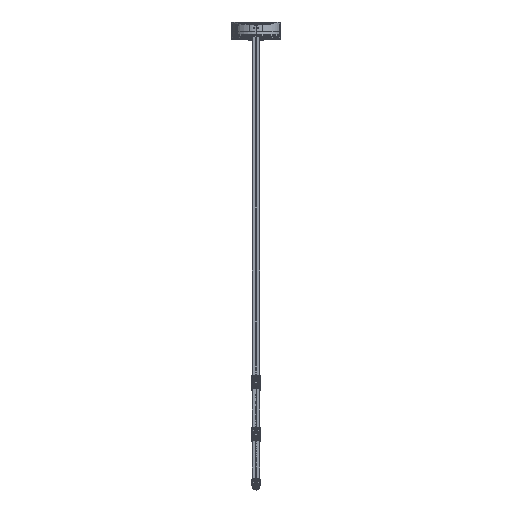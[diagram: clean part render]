
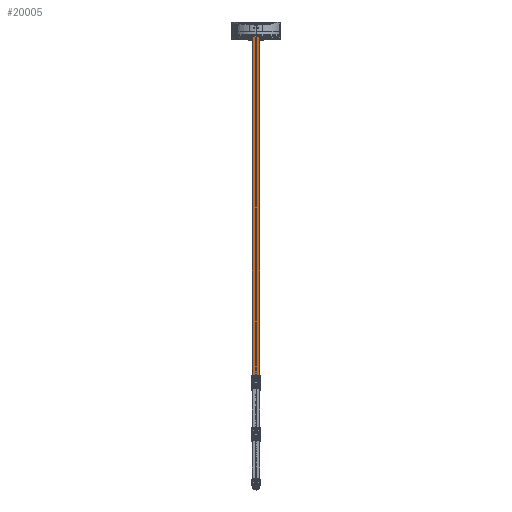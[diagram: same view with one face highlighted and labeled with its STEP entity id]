
A CAD part, top view. The second image highlights one B-rep face of the part: STEP entity #20005.
In plain terms, the highlighted planar face has unit normal (0, 0, 1).
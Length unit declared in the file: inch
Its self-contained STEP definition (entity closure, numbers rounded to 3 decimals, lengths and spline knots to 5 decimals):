
#1490 = VECTOR ( 'NONE', #17858, 39.37008 ) ;
#2641 = ORIENTED_EDGE ( 'NONE', *, *, #8469, .T. ) ;
#3120 = VECTOR ( 'NONE', #6328, 39.37008 ) ;
#3691 = DIRECTION ( 'NONE',  ( -1., 0., 0. ) ) ;
#3728 = CARTESIAN_POINT ( 'NONE',  ( 0.375, 36.61417, 0.02362 ) ) ;
#3916 = LINE ( 'NONE', #3728, #5883 ) ;
#4177 = CARTESIAN_POINT ( 'NONE',  ( 0., 0., 0.02362 ) ) ;
#4293 = VERTEX_POINT ( 'NONE', #15091 ) ;
#4810 = VECTOR ( 'NONE', #3691, 39.37008 ) ;
#5168 = CARTESIAN_POINT ( 'NONE',  ( -0.375, 0.31496, 0.02362 ) ) ;
#5386 = VERTEX_POINT ( 'NONE', #5168 ) ;
#5883 = VECTOR ( 'NONE', #14855, 39.37008 ) ;
#6328 = DIRECTION ( 'NONE',  ( 0., -1., 0. ) ) ;
#8469 = EDGE_CURVE ( 'NONE', #34551, #5386, #9080, .T. ) ;
#8836 = AXIS2_PLACEMENT_3D ( 'NONE', #4177, #12760, #15311 ) ;
#9080 = LINE ( 'NONE', #31367, #3120 ) ;
#9452 = CARTESIAN_POINT ( 'NONE',  ( 0.375, 0., 0.02362 ) ) ;
#9875 = ORIENTED_EDGE ( 'NONE', *, *, #30740, .T. ) ;
#10145 = CARTESIAN_POINT ( 'NONE',  ( -0.375, 36.61417, 0.02362 ) ) ;
#11740 = LINE ( 'NONE', #28715, #4810 ) ;
#12079 = ORIENTED_EDGE ( 'NONE', *, *, #15945, .F. ) ;
#12760 = DIRECTION ( 'NONE',  ( 0., 0., 1. ) ) ;
#14755 = EDGE_CURVE ( 'NONE', #4293, #34551, #3916, .T. ) ;
#14855 = DIRECTION ( 'NONE',  ( -1., 0., 0. ) ) ;
#15091 = CARTESIAN_POINT ( 'NONE',  ( 0.375, 36.61417, 0.02362 ) ) ;
#15311 = DIRECTION ( 'NONE',  ( 1., 0., 0. ) ) ;
#15945 = EDGE_CURVE ( 'NONE', #20860, #5386, #11740, .T. ) ;
#17804 = CARTESIAN_POINT ( 'NONE',  ( 0.375, 0.31496, 0.02362 ) ) ;
#17858 = DIRECTION ( 'NONE',  ( 0., 1., 0. ) ) ;
#18776 = PLANE ( 'NONE',  #8836 ) ;
#20005 = ADVANCED_FACE ( 'NONE', ( #35584 ), #18776, .T. ) ;
#20860 = VERTEX_POINT ( 'NONE', #17804 ) ;
#22137 = ORIENTED_EDGE ( 'NONE', *, *, #14755, .T. ) ;
#24514 = EDGE_LOOP ( 'NONE', ( #12079, #9875, #22137, #2641 ) ) ;
#28291 = LINE ( 'NONE', #9452, #1490 ) ;
#28715 = CARTESIAN_POINT ( 'NONE',  ( -0.38202, 0.31496, 0.02362 ) ) ;
#30740 = EDGE_CURVE ( 'NONE', #20860, #4293, #28291, .T. ) ;
#31367 = CARTESIAN_POINT ( 'NONE',  ( -0.375, 0., 0.02362 ) ) ;
#34551 = VERTEX_POINT ( 'NONE', #10145 ) ;
#35584 = FACE_OUTER_BOUND ( 'NONE', #24514, .T. ) ;
